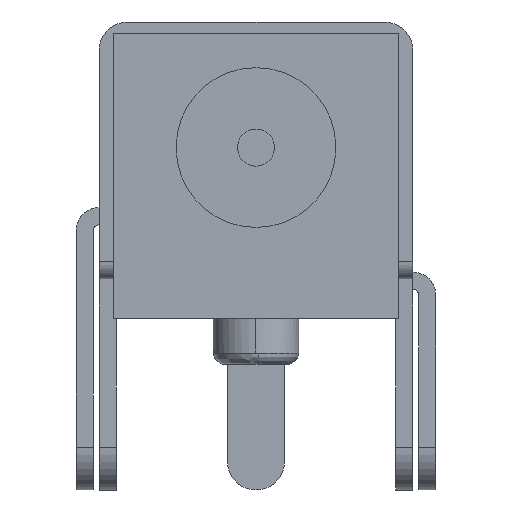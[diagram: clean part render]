
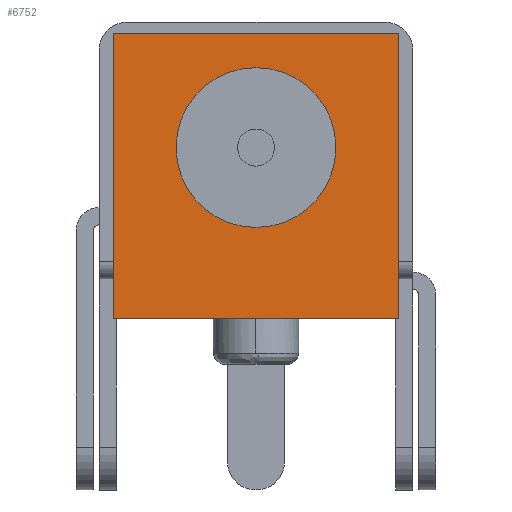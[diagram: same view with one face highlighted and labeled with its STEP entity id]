
A CAD part, left-side view. The second image highlights one B-rep face of the part: STEP entity #6752.
In plain terms, the highlighted planar face has unit normal (-1, 0, 0).
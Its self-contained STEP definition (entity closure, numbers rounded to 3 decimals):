
#152 = VERTEX_POINT ( 'NONE', #738 ) ;
#738 = CARTESIAN_POINT ( 'NONE',  ( 0., 2.5, 5. ) ) ;
#1303 = VERTEX_POINT ( 'NONE', #18552 ) ;
#1915 = DIRECTION ( 'NONE',  ( 0., -1., 0. ) ) ;
#2042 = ORIENTED_EDGE ( 'NONE', *, *, #2935, .T. ) ;
#2116 = EDGE_CURVE ( 'NONE', #20463, #152, #21497, .T. ) ;
#2273 = FACE_BOUND ( 'NONE', #18284, .T. ) ;
#2374 = FACE_OUTER_BOUND ( 'NONE', #6081, .T. ) ;
#2935 = EDGE_CURVE ( 'NONE', #22054, #1303, #20814, .T. ) ;
#4115 = PLANE ( 'NONE',  #17930 ) ;
#4603 = ORIENTED_EDGE ( 'NONE', *, *, #2116, .T. ) ;
#4723 = LINE ( 'NONE', #5054, #16075 ) ;
#4900 = VERTEX_POINT ( 'NONE', #6158 ) ;
#5029 = CARTESIAN_POINT ( 'NONE',  ( 0., 0., 3. ) ) ;
#5054 = CARTESIAN_POINT ( 'NONE',  ( 0., -2.5, 0. ) ) ;
#5086 = EDGE_CURVE ( 'NONE', #4900, #9667, #7189, .T. ) ;
#5133 = CARTESIAN_POINT ( 'NONE',  ( 0., 2.5, 0. ) ) ;
#5951 = AXIS2_PLACEMENT_3D ( 'NONE', #5029, #15453, #22472 ) ;
#5973 = AXIS2_PLACEMENT_3D ( 'NONE', #13939, #19453, #1915 ) ;
#6081 = EDGE_LOOP ( 'NONE', ( #19429, #18563, #18513, #4603 ) ) ;
#6158 = CARTESIAN_POINT ( 'NONE',  ( 0., -2.5, 0. ) ) ;
#6440 = DIRECTION ( 'NONE',  ( 0., 0., 1. ) ) ;
#6533 = EDGE_CURVE ( 'NONE', #9667, #152, #10431, .T. ) ;
#6752 = ADVANCED_FACE ( 'NONE', ( #2273, #2374 ), #4115, .T. ) ;
#7189 = LINE ( 'NONE', #5133, #7279 ) ;
#7279 = VECTOR ( 'NONE', #17646, 1000. ) ;
#8717 = EDGE_CURVE ( 'NONE', #1303, #22054, #12622, .T. ) ;
#9333 = DIRECTION ( 'NONE',  ( 0., -1., 0. ) ) ;
#9572 = CARTESIAN_POINT ( 'NONE',  ( 0., 2.5, 0. ) ) ;
#9667 = VERTEX_POINT ( 'NONE', #9572 ) ;
#10431 = LINE ( 'NONE', #17470, #19406 ) ;
#11717 = ORIENTED_EDGE ( 'NONE', *, *, #8717, .T. ) ;
#12622 = CIRCLE ( 'NONE', #5973, 1.4 ) ;
#13833 = EDGE_CURVE ( 'NONE', #4900, #20463, #4723, .T. ) ;
#13939 = CARTESIAN_POINT ( 'NONE',  ( 0., 0., 3. ) ) ;
#15453 = DIRECTION ( 'NONE',  ( 1., 0., 0. ) ) ;
#16075 = VECTOR ( 'NONE', #6440, 1000. ) ;
#16323 = CARTESIAN_POINT ( 'NONE',  ( 0., -2.5, 5. ) ) ;
#17470 = CARTESIAN_POINT ( 'NONE',  ( 0., 2.5, 5. ) ) ;
#17646 = DIRECTION ( 'NONE',  ( 0., 1., 0. ) ) ;
#17930 = AXIS2_PLACEMENT_3D ( 'NONE', #18149, #21570, #9333 ) ;
#18060 = DIRECTION ( 'NONE',  ( 0., 0., 1. ) ) ;
#18149 = CARTESIAN_POINT ( 'NONE',  ( 0., 0., 0. ) ) ;
#18284 = EDGE_LOOP ( 'NONE', ( #11717, #2042 ) ) ;
#18513 = ORIENTED_EDGE ( 'NONE', *, *, #13833, .T. ) ;
#18552 = CARTESIAN_POINT ( 'NONE',  ( 0., -1.4, 3. ) ) ;
#18563 = ORIENTED_EDGE ( 'NONE', *, *, #5086, .F. ) ;
#19071 = CARTESIAN_POINT ( 'NONE',  ( 0., 1.4, 3. ) ) ;
#19406 = VECTOR ( 'NONE', #18060, 1000. ) ;
#19429 = ORIENTED_EDGE ( 'NONE', *, *, #6533, .F. ) ;
#19453 = DIRECTION ( 'NONE',  ( 1., 0., 0. ) ) ;
#19614 = DIRECTION ( 'NONE',  ( 0., 1., 0. ) ) ;
#20463 = VERTEX_POINT ( 'NONE', #16323 ) ;
#20814 = CIRCLE ( 'NONE', #5951, 1.4 ) ;
#21023 = CARTESIAN_POINT ( 'NONE',  ( 0., 0., 5. ) ) ;
#21497 = LINE ( 'NONE', #21023, #21883 ) ;
#21570 = DIRECTION ( 'NONE',  ( -1., 0., 0. ) ) ;
#21883 = VECTOR ( 'NONE', #19614, 1000. ) ;
#22054 = VERTEX_POINT ( 'NONE', #19071 ) ;
#22472 = DIRECTION ( 'NONE',  ( 0., -1., 0. ) ) ;
